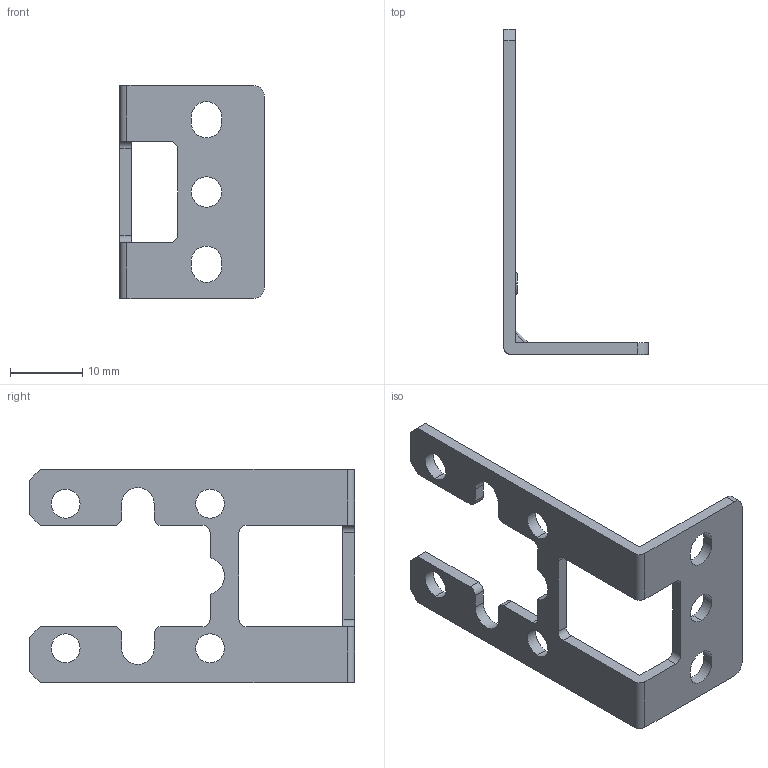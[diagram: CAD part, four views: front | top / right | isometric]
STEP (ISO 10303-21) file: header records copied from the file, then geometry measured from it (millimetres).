
FILE_DESCRIPTION((''),'2;1');
FILE_NAME('I-0266-A2','2020-06-02T',('Vince.Chen'),(''),'CREO PARAMETRIC BY PTC INC, 2014500','CREO PARAMETRIC BY PTC INC, 2014500','');
FILE_SCHEMA(('CONFIG_CONTROL_DESIGN'));
Length unit declared in the file: millimetre
Products named in the file (1): I-0266-A2
Bounding box: 20 x 45 x 29.5 mm (x, y, z)
Volume: 1690.5 mm3; surface area: 2760.3 mm2
Topology: 1 solids, 1 shells, 98 faces, 272 edges, 176 vertices
Faces by surface type: cylinder 47, plane 39, bspline 8, torus 4
Entity records: 3566 total; most frequent: CARTESIAN_POINT 984, ORIENTED_EDGE 544, DIRECTION 518, EDGE_CURVE 272, AXIS2_PLACEMENT_3D 180, VERTEX_POINT 176, VECTOR 158, LINE 158
